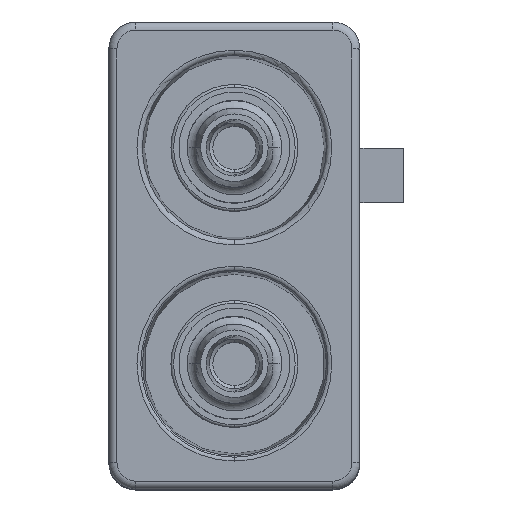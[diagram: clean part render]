
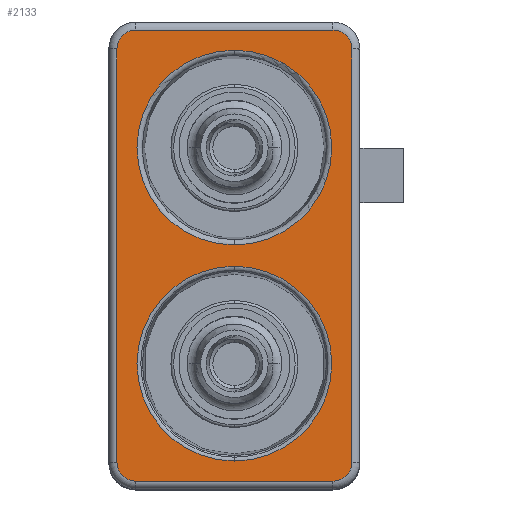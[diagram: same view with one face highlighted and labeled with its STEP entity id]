
A CAD part, top view. The second image highlights one B-rep face of the part: STEP entity #2133.
In plain terms, the highlighted planar face has unit normal (0, 0, 1).
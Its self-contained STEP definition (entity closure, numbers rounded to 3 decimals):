
#1204=FACE_BOUND('',#4579,.T.);
#1205=FACE_BOUND('',#4580,.T.);
#1206=FACE_BOUND('',#4581,.T.);
#1385=PLANE('',#21560);
#2133=ADVANCED_FACE('',(#1204,#1205,#1206),#1385,.F.);
#4579=EDGE_LOOP('',(#7634,#7635,#7636,#7637,#7638,#7639,#7640,#7641));
#4580=EDGE_LOOP('',(#7642,#7643));
#4581=EDGE_LOOP('',(#7644,#7645));
#6696=CIRCLE('',#21551,3.606);
#6697=CIRCLE('',#21553,0.7);
#6698=CIRCLE('',#21554,0.7);
#6699=CIRCLE('',#21555,0.7);
#6700=CIRCLE('',#21556,0.7);
#6701=CIRCLE('',#21557,3.606);
#6702=CIRCLE('',#21558,3.606);
#6703=CIRCLE('',#21559,3.606);
#7634=ORIENTED_EDGE('',*,*,#15623,.T.);
#7635=ORIENTED_EDGE('',*,*,#15624,.F.);
#7636=ORIENTED_EDGE('',*,*,#15625,.T.);
#7637=ORIENTED_EDGE('',*,*,#15626,.F.);
#7638=ORIENTED_EDGE('',*,*,#15627,.T.);
#7639=ORIENTED_EDGE('',*,*,#15628,.F.);
#7640=ORIENTED_EDGE('',*,*,#15629,.T.);
#7641=ORIENTED_EDGE('',*,*,#15630,.F.);
#7642=ORIENTED_EDGE('',*,*,#15622,.T.);
#7643=ORIENTED_EDGE('',*,*,#15631,.T.);
#7644=ORIENTED_EDGE('',*,*,#15632,.T.);
#7645=ORIENTED_EDGE('',*,*,#15633,.T.);
#13501=VERTEX_POINT('',#31769);
#13502=VERTEX_POINT('',#31771);
#13503=VERTEX_POINT('',#31775);
#13504=VERTEX_POINT('',#31776);
#13505=VERTEX_POINT('',#31778);
#13506=VERTEX_POINT('',#31780);
#13507=VERTEX_POINT('',#31782);
#13508=VERTEX_POINT('',#31784);
#13509=VERTEX_POINT('',#31786);
#13510=VERTEX_POINT('',#31788);
#13511=VERTEX_POINT('',#31792);
#13512=VERTEX_POINT('',#31793);
#15622=EDGE_CURVE('',#13501,#13502,#6696,.T.);
#15623=EDGE_CURVE('',#13503,#13504,#6697,.T.);
#15624=EDGE_CURVE('',#13505,#13504,#18500,.T.);
#15625=EDGE_CURVE('',#13505,#13506,#6698,.T.);
#15626=EDGE_CURVE('',#13507,#13506,#18501,.T.);
#15627=EDGE_CURVE('',#13507,#13508,#6699,.T.);
#15628=EDGE_CURVE('',#13509,#13508,#18502,.T.);
#15629=EDGE_CURVE('',#13509,#13510,#6700,.T.);
#15630=EDGE_CURVE('',#13503,#13510,#18503,.T.);
#15631=EDGE_CURVE('',#13502,#13501,#6701,.T.);
#15632=EDGE_CURVE('',#13511,#13512,#6702,.T.);
#15633=EDGE_CURVE('',#13512,#13511,#6703,.T.);
#18500=LINE('',#31777,#19933);
#18501=LINE('',#31781,#19934);
#18502=LINE('',#31785,#19935);
#18503=LINE('',#31789,#19936);
#19933=VECTOR('',#23802,1.);
#19934=VECTOR('',#23805,1.);
#19935=VECTOR('',#23808,1.);
#19936=VECTOR('',#23811,1.);
#21551=AXIS2_PLACEMENT_3D('',#31772,#23796,#23797);
#21553=AXIS2_PLACEMENT_3D('',#31774,#23800,#23801);
#21554=AXIS2_PLACEMENT_3D('',#31779,#23803,#23804);
#21555=AXIS2_PLACEMENT_3D('',#31783,#23806,#23807);
#21556=AXIS2_PLACEMENT_3D('',#31787,#23809,#23810);
#21557=AXIS2_PLACEMENT_3D('',#31790,#23812,#23813);
#21558=AXIS2_PLACEMENT_3D('',#31791,#23814,#23815);
#21559=AXIS2_PLACEMENT_3D('',#31794,#23816,#23817);
#21560=AXIS2_PLACEMENT_3D('',#31795,#23818,#23819);
#23796=DIRECTION('',(0.,0.,-1.));
#23797=DIRECTION('',(0.,1.,0.));
#23800=DIRECTION('',(0.,0.,1.));
#23801=DIRECTION('',(-1.,0.,0.));
#23802=DIRECTION('',(-1.,0.,0.));
#23803=DIRECTION('',(0.,0.,1.));
#23804=DIRECTION('',(0.,-1.,0.));
#23805=DIRECTION('',(0.,-1.,0.));
#23806=DIRECTION('',(0.,0.,1.));
#23807=DIRECTION('',(1.,0.,0.));
#23808=DIRECTION('',(1.,0.,0.));
#23809=DIRECTION('',(0.,0.,1.));
#23810=DIRECTION('',(0.,1.,0.));
#23811=DIRECTION('',(0.,1.,0.));
#23812=DIRECTION('',(0.,0.,-1.));
#23813=DIRECTION('',(0.,-1.,0.));
#23814=DIRECTION('',(0.,0.,-1.));
#23815=DIRECTION('',(0.,-1.,0.));
#23816=DIRECTION('',(0.,0.,-1.));
#23817=DIRECTION('',(0.,1.,0.));
#23818=DIRECTION('',(0.,0.,-1.));
#23819=DIRECTION('',(1.,0.,0.));
#31769=CARTESIAN_POINT('',(0.,1.006,16.55));
#31771=CARTESIAN_POINT('',(0.,-6.206,16.55));
#31772=CARTESIAN_POINT('',(0.,-2.6,16.55));
#31774=CARTESIAN_POINT('',(-3.65,-6.25,16.55));
#31775=CARTESIAN_POINT('',(-4.35,-6.25,16.55));
#31776=CARTESIAN_POINT('',(-3.65,-6.95,16.55));
#31777=CARTESIAN_POINT('',(3.65,-6.95,16.55));
#31778=CARTESIAN_POINT('',(3.65,-6.95,16.55));
#31779=CARTESIAN_POINT('',(3.65,-6.25,16.55));
#31780=CARTESIAN_POINT('',(4.35,-6.25,16.55));
#31781=CARTESIAN_POINT('',(4.35,9.05,16.55));
#31782=CARTESIAN_POINT('',(4.35,9.05,16.55));
#31783=CARTESIAN_POINT('',(3.65,9.05,16.55));
#31784=CARTESIAN_POINT('',(3.65,9.75,16.55));
#31785=CARTESIAN_POINT('',(-3.65,9.75,16.55));
#31786=CARTESIAN_POINT('',(-3.65,9.75,16.55));
#31787=CARTESIAN_POINT('',(-3.65,9.05,16.55));
#31788=CARTESIAN_POINT('',(-4.35,9.05,16.55));
#31789=CARTESIAN_POINT('',(-4.35,-6.25,16.55));
#31790=CARTESIAN_POINT('',(0.,-2.6,16.55));
#31791=CARTESIAN_POINT('',(0.,5.4,16.55));
#31792=CARTESIAN_POINT('',(0.,1.794,16.55));
#31793=CARTESIAN_POINT('',(0.,9.006,16.55));
#31794=CARTESIAN_POINT('',(0.,5.4,16.55));
#31795=CARTESIAN_POINT('',(0.,5.4,16.55));
